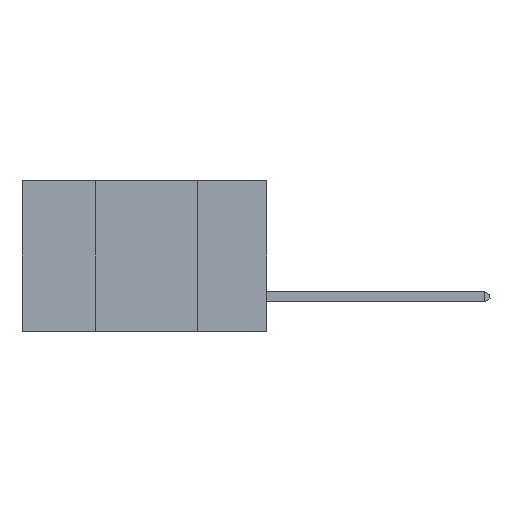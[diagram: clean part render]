
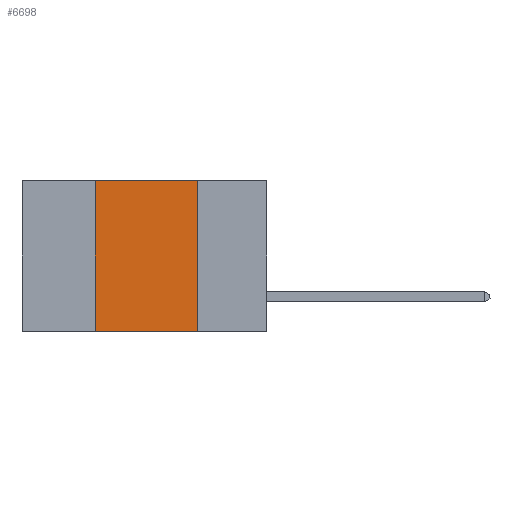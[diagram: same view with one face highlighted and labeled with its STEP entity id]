
A CAD part, left-side view. The second image highlights one B-rep face of the part: STEP entity #6698.
In plain terms, the highlighted planar face has unit normal (-1, 0, 0).
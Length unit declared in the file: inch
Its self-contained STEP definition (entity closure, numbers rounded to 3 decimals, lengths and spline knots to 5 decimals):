
#17 = VERTEX_POINT ( 'NONE', #454 ) ;
#339 = VERTEX_POINT ( 'NONE', #4456 ) ;
#371 = LINE ( 'NONE', #4064, #2451 ) ;
#454 = CARTESIAN_POINT ( 'NONE',  ( 0., 0.17, 0. ) ) ;
#784 = DIRECTION ( 'NONE',  ( 0., 0., -1. ) ) ;
#1104 = CARTESIAN_POINT ( 'NONE',  ( 0., 0.42, 0. ) ) ;
#1832 = VECTOR ( 'NONE', #4597, 39.37008 ) ;
#2140 = DIRECTION ( 'NONE',  ( 0., 0., 1. ) ) ;
#2354 = LINE ( 'NONE', #1104, #9776 ) ;
#2359 = DIRECTION ( 'NONE',  ( 0., 0., -1. ) ) ;
#2451 = VECTOR ( 'NONE', #9787, 39.37008 ) ;
#2831 = CARTESIAN_POINT ( 'NONE',  ( 0., 0.17, 0. ) ) ;
#3140 = EDGE_CURVE ( 'NONE', #339, #6789, #4567, .T. ) ;
#4064 = CARTESIAN_POINT ( 'NONE',  ( 0., 0.6, 0. ) ) ;
#4456 = CARTESIAN_POINT ( 'NONE',  ( 0., 0.42, -0.37 ) ) ;
#4567 = LINE ( 'NONE', #8080, #1832 ) ;
#4571 = CARTESIAN_POINT ( 'NONE',  ( 0., 0.17, -0.37 ) ) ;
#4597 = DIRECTION ( 'NONE',  ( 0., -1., 0. ) ) ;
#6086 = FACE_OUTER_BOUND ( 'NONE', #10070, .T. ) ;
#6412 = VERTEX_POINT ( 'NONE', #9589 ) ;
#6467 = VECTOR ( 'NONE', #784, 39.37008 ) ;
#6698 = ADVANCED_FACE ( 'NONE', ( #6086 ), #7345, .F. ) ;
#6789 = VERTEX_POINT ( 'NONE', #4571 ) ;
#7345 = PLANE ( 'NONE',  #10047 ) ;
#8080 = CARTESIAN_POINT ( 'NONE',  ( 0., 0.6, -0.37 ) ) ;
#8232 = CARTESIAN_POINT ( 'NONE',  ( 0., 0.6, 0. ) ) ;
#8271 = DIRECTION ( 'NONE',  ( 1., 0., 0. ) ) ;
#9589 = CARTESIAN_POINT ( 'NONE',  ( 0., 0.42, 0. ) ) ;
#9776 = VECTOR ( 'NONE', #2140, 39.37008 ) ;
#9787 = DIRECTION ( 'NONE',  ( 0., -1., 0. ) ) ;
#9802 = ORIENTED_EDGE ( 'NONE', *, *, #10206, .F. ) ;
#9902 = ORIENTED_EDGE ( 'NONE', *, *, #10717, .F. ) ;
#10047 = AXIS2_PLACEMENT_3D ( 'NONE', #8232, #8271, #2359 ) ;
#10070 = EDGE_LOOP ( 'NONE', ( #9902, #10586, #9802, #11401 ) ) ;
#10206 = EDGE_CURVE ( 'NONE', #339, #6412, #2354, .T. ) ;
#10586 = ORIENTED_EDGE ( 'NONE', *, *, #11970, .F. ) ;
#10717 = EDGE_CURVE ( 'NONE', #17, #6789, #11543, .T. ) ;
#11401 = ORIENTED_EDGE ( 'NONE', *, *, #3140, .T. ) ;
#11543 = LINE ( 'NONE', #2831, #6467 ) ;
#11970 = EDGE_CURVE ( 'NONE', #6412, #17, #371, .T. ) ;
